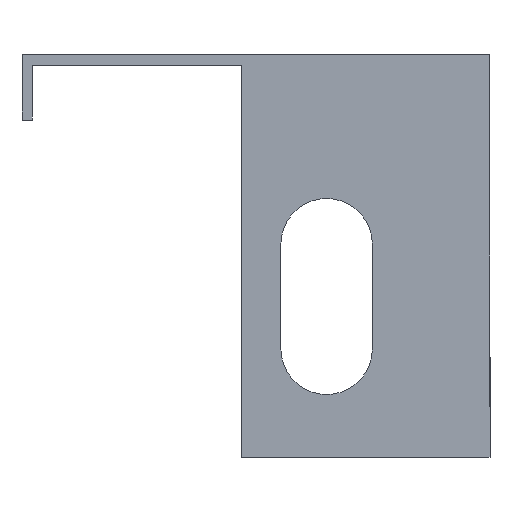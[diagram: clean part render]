
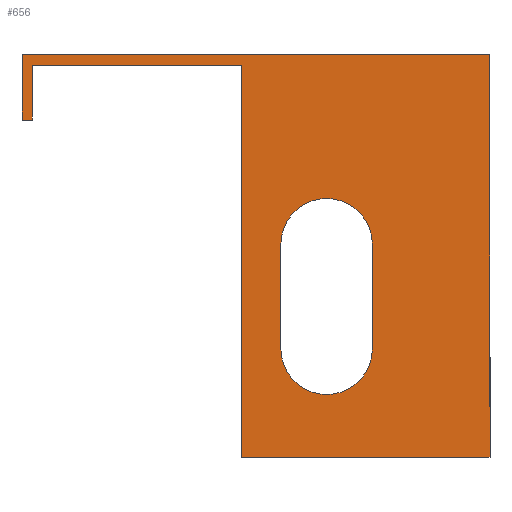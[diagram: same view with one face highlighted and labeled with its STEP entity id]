
A CAD part, left-side view. The second image highlights one B-rep face of the part: STEP entity #656.
In plain terms, the highlighted planar face has unit normal (-1, 0, 0).
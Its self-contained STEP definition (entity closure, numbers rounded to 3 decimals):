
#1 = ORIENTED_EDGE ( 'NONE', *, *, #651, .T. ) ;
#3 = DIRECTION ( 'NONE',  ( 0., -1., 0. ) ) ;
#4 = EDGE_CURVE ( 'NONE', #84, #696, #660, .T. ) ;
#6 = VECTOR ( 'NONE', #522, 1000. ) ;
#31 = LINE ( 'NONE', #562, #180 ) ;
#38 = VERTEX_POINT ( 'NONE', #564 ) ;
#47 = VERTEX_POINT ( 'NONE', #479 ) ;
#60 = ORIENTED_EDGE ( 'NONE', *, *, #413, .T. ) ;
#83 = DIRECTION ( 'NONE',  ( 0., 0., 1. ) ) ;
#84 = VERTEX_POINT ( 'NONE', #280 ) ;
#96 = VERTEX_POINT ( 'NONE', #638 ) ;
#101 = CARTESIAN_POINT ( 'NONE',  ( -75.8, -9.5, -0.8 ) ) ;
#103 = CARTESIAN_POINT ( 'NONE',  ( -75.8, 27.431, 0. ) ) ;
#105 = CIRCLE ( 'NONE', #435, 3.5 ) ;
#106 = VERTEX_POINT ( 'NONE', #459 ) ;
#122 = EDGE_LOOP ( 'NONE', ( #306, #464, #671, #580 ) ) ;
#128 = LINE ( 'NONE', #541, #730 ) ;
#129 = DIRECTION ( 'NONE',  ( 0., 0., 1. ) ) ;
#133 = CARTESIAN_POINT ( 'NONE',  ( -75.8, -0.5, -14.5 ) ) ;
#158 = CARTESIAN_POINT ( 'NONE',  ( -75.8, 25.5, 0. ) ) ;
#159 = DIRECTION ( 'NONE',  ( 0., -1., 0. ) ) ;
#165 = EDGE_LOOP ( 'NONE', ( #724, #767, #404, #60, #556, #466, #322, #1 ) ) ;
#170 = LINE ( 'NONE', #101, #757 ) ;
#176 = DIRECTION ( 'NONE',  ( 0., 0., -1. ) ) ;
#178 = EDGE_CURVE ( 'NONE', #412, #84, #105, .T. ) ;
#180 = VECTOR ( 'NONE', #621, 1000. ) ;
#186 = DIRECTION ( 'NONE',  ( -1., 0., 0. ) ) ;
#201 = CARTESIAN_POINT ( 'NONE',  ( -75.8, 6.5, -22.5 ) ) ;
#205 = VECTOR ( 'NONE', #231, 1000. ) ;
#218 = PLANE ( 'NONE',  #254 ) ;
#231 = DIRECTION ( 'NONE',  ( 0., 0., 1. ) ) ;
#254 = AXIS2_PLACEMENT_3D ( 'NONE', #653, #277, #598 ) ;
#269 = CARTESIAN_POINT ( 'NONE',  ( -75.8, -9.5, -30.8 ) ) ;
#270 = AXIS2_PLACEMENT_3D ( 'NONE', #673, #319, #728 ) ;
#272 = VERTEX_POINT ( 'NONE', #680 ) ;
#273 = CARTESIAN_POINT ( 'NONE',  ( -75.8, 9.5, -0.8 ) ) ;
#277 = DIRECTION ( 'NONE',  ( 1., 0., 0. ) ) ;
#279 = FACE_BOUND ( 'NONE', #122, .T. ) ;
#280 = CARTESIAN_POINT ( 'NONE',  ( -75.8, -0.5, -22.5 ) ) ;
#288 = VERTEX_POINT ( 'NONE', #738 ) ;
#296 = CARTESIAN_POINT ( 'NONE',  ( -75.8, 9.5, -30.8 ) ) ;
#298 = EDGE_CURVE ( 'NONE', #96, #38, #670, .T. ) ;
#300 = EDGE_CURVE ( 'NONE', #288, #412, #31, .T. ) ;
#302 = CARTESIAN_POINT ( 'NONE',  ( -75.8, 25.5, -5. ) ) ;
#306 = ORIENTED_EDGE ( 'NONE', *, *, #4, .F. ) ;
#319 = DIRECTION ( 'NONE',  ( -1., 0., 0. ) ) ;
#322 = ORIENTED_EDGE ( 'NONE', *, *, #747, .T. ) ;
#323 = CARTESIAN_POINT ( 'NONE',  ( -75.8, -0.5, -22.5 ) ) ;
#352 = LINE ( 'NONE', #158, #508 ) ;
#404 = ORIENTED_EDGE ( 'NONE', *, *, #298, .F. ) ;
#408 = FACE_OUTER_BOUND ( 'NONE', #165, .T. ) ;
#412 = VERTEX_POINT ( 'NONE', #201 ) ;
#413 = EDGE_CURVE ( 'NONE', #96, #623, #128, .T. ) ;
#435 = AXIS2_PLACEMENT_3D ( 'NONE', #713, #186, #83 ) ;
#444 = VECTOR ( 'NONE', #563, 1000. ) ;
#454 = EDGE_CURVE ( 'NONE', #696, #288, #576, .T. ) ;
#455 = LINE ( 'NONE', #691, #609 ) ;
#459 = CARTESIAN_POINT ( 'NONE',  ( -75.8, 25.5, -0.8 ) ) ;
#464 = ORIENTED_EDGE ( 'NONE', *, *, #178, .F. ) ;
#466 = ORIENTED_EDGE ( 'NONE', *, *, #778, .T. ) ;
#467 = VERTEX_POINT ( 'NONE', #269 ) ;
#469 = VECTOR ( 'NONE', #176, 1000. ) ;
#479 = CARTESIAN_POINT ( 'NONE',  ( -75.8, -9.5, 0. ) ) ;
#488 = LINE ( 'NONE', #296, #469 ) ;
#501 = VECTOR ( 'NONE', #551, 1000. ) ;
#508 = VECTOR ( 'NONE', #586, 1000. ) ;
#514 = CARTESIAN_POINT ( 'NONE',  ( -75.8, 26.3, 0. ) ) ;
#522 = DIRECTION ( 'NONE',  ( 0., -1., 0. ) ) ;
#528 = VERTEX_POINT ( 'NONE', #273 ) ;
#541 = CARTESIAN_POINT ( 'NONE',  ( -75.8, 26.3, -5. ) ) ;
#551 = DIRECTION ( 'NONE',  ( 0., 0., 1. ) ) ;
#556 = ORIENTED_EDGE ( 'NONE', *, *, #729, .T. ) ;
#562 = CARTESIAN_POINT ( 'NONE',  ( -75.8, 6.5, -22.5 ) ) ;
#563 = DIRECTION ( 'NONE',  ( 0., -1., 0. ) ) ;
#564 = CARTESIAN_POINT ( 'NONE',  ( -75.8, 26.3, 0. ) ) ;
#576 = CIRCLE ( 'NONE', #270, 3.5 ) ;
#580 = ORIENTED_EDGE ( 'NONE', *, *, #454, .F. ) ;
#586 = DIRECTION ( 'NONE',  ( 0., 0., 1. ) ) ;
#598 = DIRECTION ( 'NONE',  ( 0., 0., -1. ) ) ;
#606 = EDGE_CURVE ( 'NONE', #467, #47, #170, .T. ) ;
#609 = VECTOR ( 'NONE', #159, 1000. ) ;
#621 = DIRECTION ( 'NONE',  ( 0., 0., -1. ) ) ;
#623 = VERTEX_POINT ( 'NONE', #302 ) ;
#638 = CARTESIAN_POINT ( 'NONE',  ( -75.8, 26.3, -5. ) ) ;
#646 = LINE ( 'NONE', #103, #6 ) ;
#651 = EDGE_CURVE ( 'NONE', #272, #467, #742, .T. ) ;
#653 = CARTESIAN_POINT ( 'NONE',  ( -75.8, 9.5, -0.8 ) ) ;
#656 = ADVANCED_FACE ( 'NONE', ( #279, #408 ), #218, .F. ) ;
#660 = LINE ( 'NONE', #323, #501 ) ;
#670 = LINE ( 'NONE', #514, #205 ) ;
#671 = ORIENTED_EDGE ( 'NONE', *, *, #300, .F. ) ;
#673 = CARTESIAN_POINT ( 'NONE',  ( -75.8, 3., -14.5 ) ) ;
#680 = CARTESIAN_POINT ( 'NONE',  ( -75.8, 9.5, -30.8 ) ) ;
#691 = CARTESIAN_POINT ( 'NONE',  ( -75.8, 27.431, -0.8 ) ) ;
#696 = VERTEX_POINT ( 'NONE', #133 ) ;
#713 = CARTESIAN_POINT ( 'NONE',  ( -75.8, 3., -22.5 ) ) ;
#715 = CARTESIAN_POINT ( 'NONE',  ( -75.8, -9.5, -30.8 ) ) ;
#724 = ORIENTED_EDGE ( 'NONE', *, *, #606, .T. ) ;
#728 = DIRECTION ( 'NONE',  ( 0., 0., 1. ) ) ;
#729 = EDGE_CURVE ( 'NONE', #623, #106, #352, .T. ) ;
#730 = VECTOR ( 'NONE', #3, 1000. ) ;
#738 = CARTESIAN_POINT ( 'NONE',  ( -75.8, 6.5, -14.5 ) ) ;
#739 = EDGE_CURVE ( 'NONE', #38, #47, #646, .T. ) ;
#742 = LINE ( 'NONE', #715, #444 ) ;
#747 = EDGE_CURVE ( 'NONE', #528, #272, #488, .T. ) ;
#757 = VECTOR ( 'NONE', #129, 1000. ) ;
#767 = ORIENTED_EDGE ( 'NONE', *, *, #739, .F. ) ;
#778 = EDGE_CURVE ( 'NONE', #106, #528, #455, .T. ) ;
